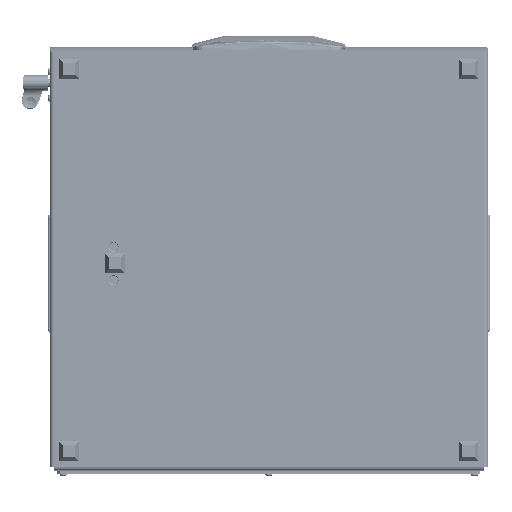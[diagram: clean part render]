
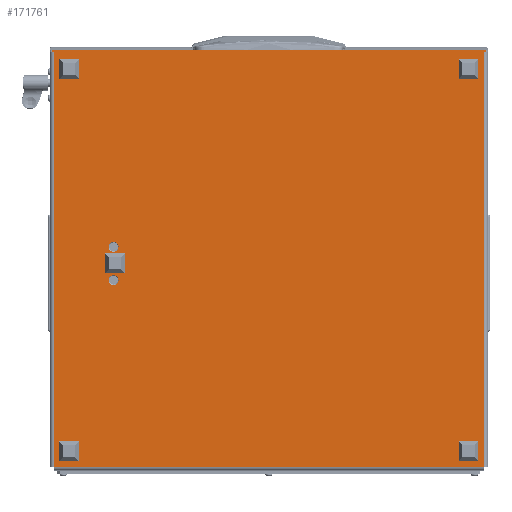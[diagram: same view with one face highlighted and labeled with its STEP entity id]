
A CAD part, front view. The second image highlights one B-rep face of the part: STEP entity #171761.
In plain terms, the highlighted face is planar.
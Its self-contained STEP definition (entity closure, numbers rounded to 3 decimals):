
#382 = VECTOR ( 'NONE', #111115, 1000. ) ;
#1290 = DIRECTION ( 'NONE',  ( 1., 0., 0. ) ) ;
#6531 = CARTESIAN_POINT ( 'NONE',  ( 234.8, 389., 0. ) ) ;
#10050 = EDGE_CURVE ( 'NONE', #40138, #66850, #32137, .T. ) ;
#12066 = CARTESIAN_POINT ( 'NONE',  ( -2., -4., 0. ) ) ;
#12288 = VECTOR ( 'NONE', #32709, 1000. ) ;
#12510 = CARTESIAN_POINT ( 'NONE',  ( 205., 389., 0. ) ) ;
#13730 = VERTEX_POINT ( 'NONE', #143644 ) ;
#17674 = DIRECTION ( 'NONE',  ( 0., 1., 0. ) ) ;
#18532 = ORIENTED_EDGE ( 'NONE', *, *, #52123, .F. ) ;
#18609 = EDGE_CURVE ( 'NONE', #154598, #50002, #113542, .T. ) ;
#20567 = DIRECTION ( 'NONE',  ( -1., 0., 0. ) ) ;
#22453 = ORIENTED_EDGE ( 'NONE', *, *, #71592, .F. ) ;
#23647 = VERTEX_POINT ( 'NONE', #56599 ) ;
#27106 = CARTESIAN_POINT ( 'NONE',  ( 199.8, 389., 0. ) ) ;
#28004 = EDGE_CURVE ( 'NONE', #23647, #102094, #139895, .T. ) ;
#30957 = EDGE_CURVE ( 'NONE', #13730, #188708, #33466, .T. ) ;
#32137 = CIRCLE ( 'NONE', #88431, 5.2 ) ;
#32709 = DIRECTION ( 'NONE',  ( 1., 0., 0. ) ) ;
#33466 = LINE ( 'NONE', #12066, #185278 ) ;
#34790 = DIRECTION ( 'NONE',  ( 0., 0., -1. ) ) ;
#39344 = CARTESIAN_POINT ( 'NONE',  ( -2., 454., 0. ) ) ;
#40138 = VERTEX_POINT ( 'NONE', #148053 ) ;
#41768 = DIRECTION ( 'NONE',  ( 0., 1., 0. ) ) ;
#46844 = CARTESIAN_POINT ( 'NONE',  ( 0., 452., 0. ) ) ;
#47244 = FACE_BOUND ( 'NONE', #129875, .T. ) ;
#50002 = VERTEX_POINT ( 'NONE', #46844 ) ;
#50591 = VERTEX_POINT ( 'NONE', #125858 ) ;
#52123 = EDGE_CURVE ( 'NONE', #66850, #40138, #162680, .T. ) ;
#52543 = DIRECTION ( 'NONE',  ( -1., 0., 0. ) ) ;
#56599 = CARTESIAN_POINT ( 'NONE',  ( 0., -2., 0. ) ) ;
#56934 = CARTESIAN_POINT ( 'NONE',  ( 0., 454., 0. ) ) ;
#60448 = CARTESIAN_POINT ( 'NONE',  ( 0., 0., 0. ) ) ;
#63696 = EDGE_LOOP ( 'NONE', ( #18532, #189549 ) ) ;
#64190 = CARTESIAN_POINT ( 'NONE',  ( 240., 389., 0. ) ) ;
#64444 = CARTESIAN_POINT ( 'NONE',  ( 0., 452., 0. ) ) ;
#65655 = EDGE_CURVE ( 'NONE', #23647, #13730, #140719, .T. ) ;
#66850 = VERTEX_POINT ( 'NONE', #6531 ) ;
#69523 = CARTESIAN_POINT ( 'NONE',  ( 0., -4., 0. ) ) ;
#71592 = EDGE_CURVE ( 'NONE', #50002, #105528, #171721, .T. ) ;
#75651 = VERTEX_POINT ( 'NONE', #125774 ) ;
#76459 = DIRECTION ( 'NONE',  ( -1., 0., 0. ) ) ;
#79017 = DIRECTION ( 'NONE',  ( -1., 0., 0. ) ) ;
#81601 = CARTESIAN_POINT ( 'NONE',  ( 436., 452., 0. ) ) ;
#84335 = VECTOR ( 'NONE', #41768, 1000. ) ;
#86224 = EDGE_CURVE ( 'NONE', #50591, #159902, #125392, .T. ) ;
#87598 = ORIENTED_EDGE ( 'NONE', *, *, #126466, .F. ) ;
#88431 = AXIS2_PLACEMENT_3D ( 'NONE', #134258, #90568, #181107 ) ;
#89548 = CARTESIAN_POINT ( 'NONE',  ( 0., 454., 0. ) ) ;
#90568 = DIRECTION ( 'NONE',  ( 0., 0., -1. ) ) ;
#91218 = CARTESIAN_POINT ( 'NONE',  ( 0., 452., 0. ) ) ;
#93930 = EDGE_LOOP ( 'NONE', ( #131016, #170251, #141508, #118947, #22453, #161503, #155481, #190695 ) ) ;
#99456 = DIRECTION ( 'NONE',  ( -1., 0., 0. ) ) ;
#102094 = VERTEX_POINT ( 'NONE', #156665 ) ;
#105528 = VERTEX_POINT ( 'NONE', #56934 ) ;
#108914 = LINE ( 'NONE', #89548, #184854 ) ;
#111115 = DIRECTION ( 'NONE',  ( 0., -1., 0. ) ) ;
#113261 = ORIENTED_EDGE ( 'NONE', *, *, #86224, .F. ) ;
#113542 = LINE ( 'NONE', #64444, #141245 ) ;
#115335 = CARTESIAN_POINT ( 'NONE',  ( 436., 452., 0. ) ) ;
#118947 = ORIENTED_EDGE ( 'NONE', *, *, #172661, .T. ) ;
#121906 = AXIS2_PLACEMENT_3D ( 'NONE', #91218, #149076, #76459 ) ;
#125392 = CIRCLE ( 'NONE', #133614, 5.2 ) ;
#125774 = CARTESIAN_POINT ( 'NONE',  ( 436., 0., 0. ) ) ;
#125858 = CARTESIAN_POINT ( 'NONE',  ( 210.2, 389., 0. ) ) ;
#126466 = EDGE_CURVE ( 'NONE', #159902, #50591, #163837, .T. ) ;
#129875 = EDGE_LOOP ( 'NONE', ( #87598, #113261 ) ) ;
#130468 = DIRECTION ( 'NONE',  ( 0., 1., 0. ) ) ;
#131016 = ORIENTED_EDGE ( 'NONE', *, *, #28004, .F. ) ;
#131180 = AXIS2_PLACEMENT_3D ( 'NONE', #12510, #187420, #99456 ) ;
#132457 = EDGE_CURVE ( 'NONE', #102094, #75651, #171034, .T. ) ;
#133614 = AXIS2_PLACEMENT_3D ( 'NONE', #137655, #34790, #20567 ) ;
#134258 = CARTESIAN_POINT ( 'NONE',  ( 240., 389., 0. ) ) ;
#134261 = PLANE ( 'NONE',  #121906 ) ;
#137655 = CARTESIAN_POINT ( 'NONE',  ( 205., 389., 0. ) ) ;
#138292 = VECTOR ( 'NONE', #52543, 1000. ) ;
#138565 = LINE ( 'NONE', #81601, #382 ) ;
#139895 = LINE ( 'NONE', #178456, #151323 ) ;
#140719 = LINE ( 'NONE', #182951, #138292 ) ;
#141245 = VECTOR ( 'NONE', #181956, 1000. ) ;
#141508 = ORIENTED_EDGE ( 'NONE', *, *, #30957, .T. ) ;
#143644 = CARTESIAN_POINT ( 'NONE',  ( -2., -2., 0. ) ) ;
#148053 = CARTESIAN_POINT ( 'NONE',  ( 245.2, 389., 0. ) ) ;
#149076 = DIRECTION ( 'NONE',  ( 0., 0., -1. ) ) ;
#151323 = VECTOR ( 'NONE', #17674, 1000. ) ;
#154598 = VERTEX_POINT ( 'NONE', #115335 ) ;
#155481 = ORIENTED_EDGE ( 'NONE', *, *, #161366, .T. ) ;
#156665 = CARTESIAN_POINT ( 'NONE',  ( 0., 0., 0. ) ) ;
#159902 = VERTEX_POINT ( 'NONE', #27106 ) ;
#161366 = EDGE_CURVE ( 'NONE', #154598, #75651, #138565, .T. ) ;
#161503 = ORIENTED_EDGE ( 'NONE', *, *, #18609, .F. ) ;
#162680 = CIRCLE ( 'NONE', #186972, 5.2 ) ;
#163837 = CIRCLE ( 'NONE', #131180, 5.2 ) ;
#168315 = DIRECTION ( 'NONE',  ( 0., 0., -1. ) ) ;
#170251 = ORIENTED_EDGE ( 'NONE', *, *, #65655, .T. ) ;
#171034 = LINE ( 'NONE', #60448, #12288 ) ;
#171721 = LINE ( 'NONE', #69523, #84335 ) ;
#171761 = ADVANCED_FACE ( 'NONE', ( #47244, #189782, #185184 ), #134261, .T. ) ;
#172661 = EDGE_CURVE ( 'NONE', #188708, #105528, #108914, .T. ) ;
#178456 = CARTESIAN_POINT ( 'NONE',  ( 0., -4., 0. ) ) ;
#181107 = DIRECTION ( 'NONE',  ( -1., 0., 0. ) ) ;
#181956 = DIRECTION ( 'NONE',  ( -1., 0., 0. ) ) ;
#182951 = CARTESIAN_POINT ( 'NONE',  ( 0., -2., 0. ) ) ;
#184854 = VECTOR ( 'NONE', #1290, 1000. ) ;
#185184 = FACE_OUTER_BOUND ( 'NONE', #93930, .T. ) ;
#185278 = VECTOR ( 'NONE', #130468, 1000. ) ;
#186972 = AXIS2_PLACEMENT_3D ( 'NONE', #64190, #168315, #79017 ) ;
#187420 = DIRECTION ( 'NONE',  ( 0., 0., -1. ) ) ;
#188708 = VERTEX_POINT ( 'NONE', #39344 ) ;
#189549 = ORIENTED_EDGE ( 'NONE', *, *, #10050, .F. ) ;
#189782 = FACE_BOUND ( 'NONE', #63696, .T. ) ;
#190695 = ORIENTED_EDGE ( 'NONE', *, *, #132457, .F. ) ;
